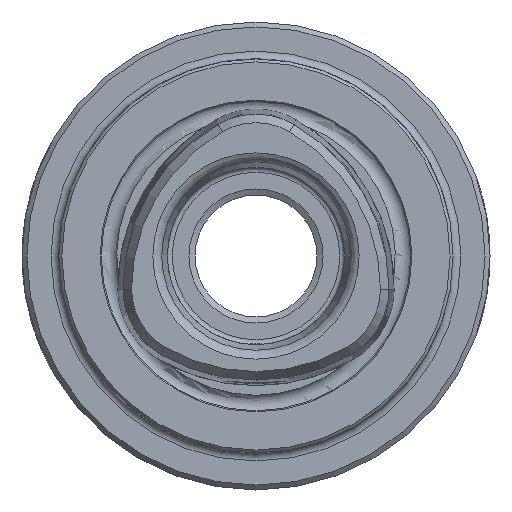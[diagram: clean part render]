
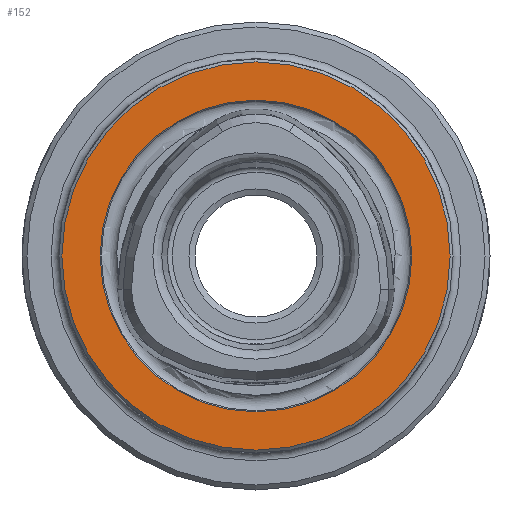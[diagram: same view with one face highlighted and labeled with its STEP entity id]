
A CAD part, left-side view. The second image highlights one B-rep face of the part: STEP entity #152.
In plain terms, the highlighted planar face has unit normal (-1, 0, 0).
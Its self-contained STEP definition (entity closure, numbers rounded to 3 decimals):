
#152 = ADVANCED_FACE( '', ( #397, #398 ), #399, .T. );
#397 = FACE_OUTER_BOUND( '', #773, .T. );
#398 = FACE_BOUND( '', #774, .T. );
#399 = PLANE( '', #775 );
#773 = EDGE_LOOP( '', ( #1186 ) );
#774 = EDGE_LOOP( '', ( #1187 ) );
#775 = AXIS2_PLACEMENT_3D( '', #1188, #1189, #1190 );
#1186 = ORIENTED_EDGE( '', *, *, #1993, .T. );
#1187 = ORIENTED_EDGE( '', *, *, #1994, .F. );
#1188 = CARTESIAN_POINT( '', ( 0., 0., 15.5 ) );
#1189 = DIRECTION( '', ( -1., 0., 0. ) );
#1190 = DIRECTION( '', ( 0., 0., 1. ) );
#1993 = EDGE_CURVE( '', #2343, #2343, #2344, .T. );
#1994 = EDGE_CURVE( '', #2345, #2345, #2346, .T. );
#2343 = VERTEX_POINT( '', #2899 );
#2344 = CIRCLE( '', #2900, 19.7 );
#2345 = VERTEX_POINT( '', #2901 );
#2346 = CIRCLE( '', #2902, 15.814 );
#2899 = CARTESIAN_POINT( '', ( 0., 0., 19.7 ) );
#2900 = AXIS2_PLACEMENT_3D( '', #4085, #4086, #4087 );
#2901 = CARTESIAN_POINT( '', ( 0., 0., 15.814 ) );
#2902 = AXIS2_PLACEMENT_3D( '', #4088, #4089, #4090 );
#4085 = CARTESIAN_POINT( '', ( 0., 0., 0. ) );
#4086 = DIRECTION( '', ( -1., 0., 0. ) );
#4087 = DIRECTION( '', ( 0., 0., 1. ) );
#4088 = CARTESIAN_POINT( '', ( 0., 0., 0. ) );
#4089 = DIRECTION( '', ( -1., 0., 0. ) );
#4090 = DIRECTION( '', ( 0., 0., 1. ) );
